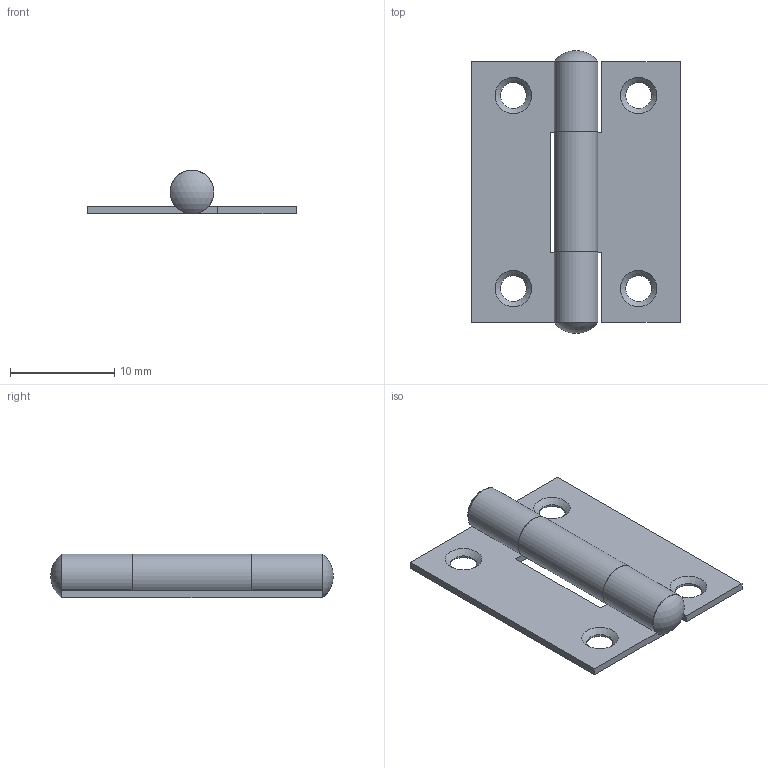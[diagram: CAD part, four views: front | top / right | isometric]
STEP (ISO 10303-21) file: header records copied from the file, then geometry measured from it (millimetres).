
FILE_DESCRIPTION (( 'STEP AP203' ), '1' );
FILE_NAME ('450-10.step', '2021-11-25T13:13:52', ( '' ), ( '' ), 'SwSTEP 2.0', 'SolidWorks 2018', '' );
FILE_SCHEMA (( 'CONFIG_CONTROL_DESIGN' ));
Length unit declared in the file: millimetre
Products named in the file (7): 450-10; 450-10 Teil3; 450-10 Teil1; 450-10 Teil2
Assembly tree (3 placements, depth 2):
  450-10
    450-10 Teil1
    450-10 Teil2
    450-10 Teil3
  450-10 Teil3
  450-10 Teil1
  450-10 Teil2
Bounding box: 20 x 27.1 x 4.2 mm (x, y, z)
Volume: 623.1 mm3; surface area: 1737.3 mm2
Topology: 3 solids, 3 shells, 216 faces, 566 edges, 378 vertices
Faces by surface type: plane 125, bspline 74, cylinder 11, cone 4, sphere 2
Full cylindrical faces by diameter (mm): 2.5 x4, 2.8 x1
Entity records: 11337 total; most frequent: CARTESIAN_POINT 5896, ORIENTED_EDGE 1106, DIRECTION 731, EDGE_CURVE 553, VECTOR 377, LINE 377, VERTEX_POINT 374, EDGE_LOOP 255
